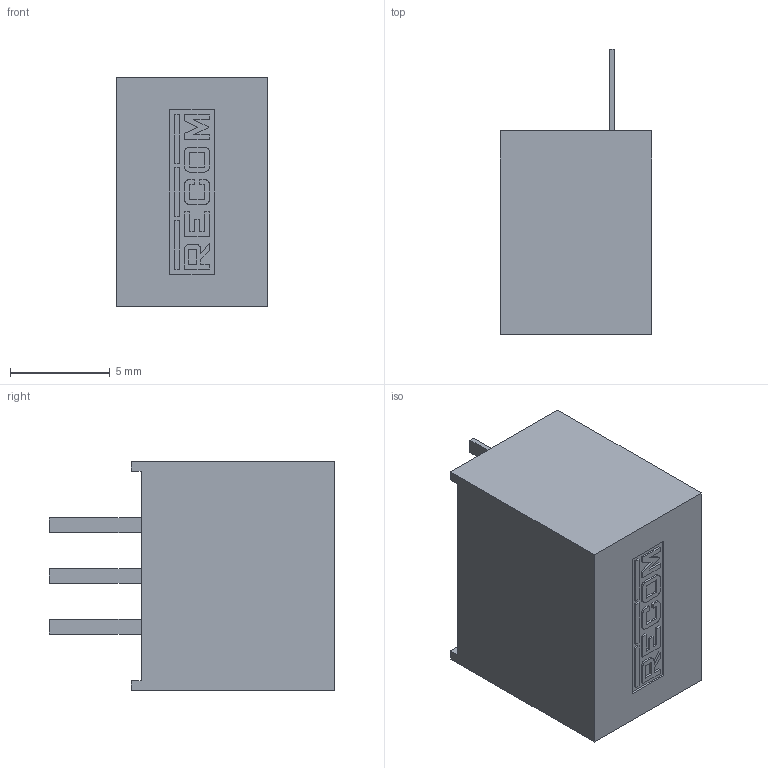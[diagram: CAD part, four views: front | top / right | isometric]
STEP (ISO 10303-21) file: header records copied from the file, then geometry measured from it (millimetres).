
FILE_DESCRIPTION(('FreeCAD Model'),'2;1');
FILE_NAME('R-78-0.5_3D_20190722.step','2019-07-22T14:54:00',('Author'),('') ,'Open CASCADE STEP processor 7.3','FreeCAD','Unknown');
FILE_SCHEMA(('AUTOMOTIVE_DESIGN { 1 0 10303 214 1 1 1 1 }'));
Length unit declared in the file: millimetre
Products named in the file (5): R-78-0.5_case; R-78-0.5_potting; R-78-0.5_pin1(+Vin); R-78-0.5_1.0_pin2(GND); R-78-0.5_pin3(+Vout)
Bounding box: 7.6 x 14.3 x 11.5 mm (x, y, z)
Volume: 226.2 mm3; surface area: 1069.2 mm2
Topology: 5 solids, 5 shells, 152 faces, 393 edges, 262 vertices
Faces by surface type: plane 140, cylinder 12
Entity records: 5544 total; most frequent: CARTESIAN_POINT 808, ORIENTED_EDGE 786, DIRECTION 723, EDGE_CURVE 393, LINE 369, VECTOR 369, VERTEX_POINT 262, AXIS2_PLACEMENT_3D 177
